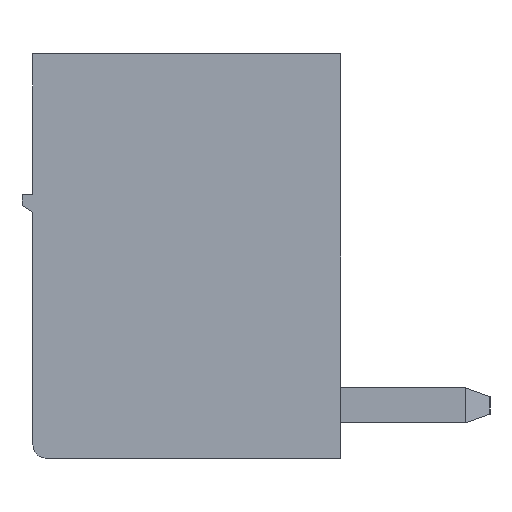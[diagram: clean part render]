
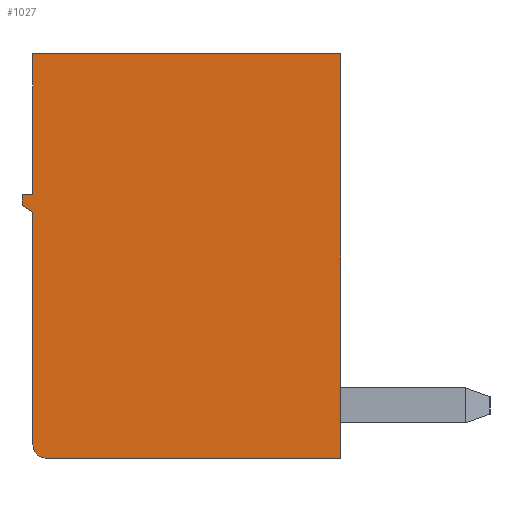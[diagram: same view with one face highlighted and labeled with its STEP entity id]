
A CAD part, left-side view. The second image highlights one B-rep face of the part: STEP entity #1027.
In plain terms, the highlighted planar face has unit normal (-1, 0, 0).
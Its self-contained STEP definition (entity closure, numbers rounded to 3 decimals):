
#1027 = ADVANCED_FACE( '', ( #2282 ), #2283, .F. );
#2282 = FACE_OUTER_BOUND( '', #3736, .T. );
#2283 = PLANE( '', #3737 );
#3736 = EDGE_LOOP( '', ( #6835, #6836, #6837, #6838, #6839, #6840, #6841, #6842, #6843 ) );
#3737 = AXIS2_PLACEMENT_3D( '', #6844, #6845, #6846 );
#6835 = ORIENTED_EDGE( '', *, *, #9924, .F. );
#6836 = ORIENTED_EDGE( '', *, *, #9589, .F. );
#6837 = ORIENTED_EDGE( '', *, *, #9377, .F. );
#6838 = ORIENTED_EDGE( '', *, *, #8977, .F. );
#6839 = ORIENTED_EDGE( '', *, *, #9919, .F. );
#6840 = ORIENTED_EDGE( '', *, *, #9925, .F. );
#6841 = ORIENTED_EDGE( '', *, *, #9294, .F. );
#6842 = ORIENTED_EDGE( '', *, *, #9926, .T. );
#6843 = ORIENTED_EDGE( '', *, *, #9864, .F. );
#6844 = CARTESIAN_POINT( '', ( -1020.527, -289.14, 0.933 ) );
#6845 = DIRECTION( '', ( 1., 0., 0. ) );
#6846 = DIRECTION( '', ( 0., 1., 0. ) );
#8977 = EDGE_CURVE( '', #10915, #10911, #10917, .T. );
#9294 = EDGE_CURVE( '', #11432, #11428, #11434, .T. );
#9377 = EDGE_CURVE( '', #10911, #11564, #11567, .T. );
#9589 = EDGE_CURVE( '', #11564, #11875, #11878, .T. );
#9864 = EDGE_CURVE( '', #12266, #12204, #12268, .T. );
#9919 = EDGE_CURVE( '', #12331, #10915, #12333, .T. );
#9924 = EDGE_CURVE( '', #11875, #12266, #12339, .T. );
#9925 = EDGE_CURVE( '', #11428, #12331, #12340, .T. );
#9926 = EDGE_CURVE( '', #11432, #12204, #12341, .T. );
#10911 = VERTEX_POINT( '', #13629 );
#10915 = VERTEX_POINT( '', #13635 );
#10917 = LINE( '', #13638, #13639 );
#11428 = VERTEX_POINT( '', #14386 );
#11432 = VERTEX_POINT( '', #14392 );
#11434 = LINE( '', #14395, #14396 );
#11564 = VERTEX_POINT( '', #14584 );
#11567 = LINE( '', #14589, #14590 );
#11875 = VERTEX_POINT( '', #15048 );
#11878 = LINE( '', #15053, #15054 );
#12204 = VERTEX_POINT( '', #15551 );
#12266 = VERTEX_POINT( '', #15653 );
#12268 = LINE( '', #15656, #15657 );
#12331 = VERTEX_POINT( '', #15753 );
#12333 = LINE( '', #15756, #15757 );
#12339 = LINE( '', #15765, #15766 );
#12340 = LINE( '', #15767, #15768 );
#12341 = CIRCLE( '', #15769, 0.3 );
#13629 = CARTESIAN_POINT( '', ( -1020.527, -289.14, -2.267 ) );
#13635 = CARTESIAN_POINT( '', ( -1020.527, -288.89, -2.267 ) );
#13638 = CARTESIAN_POINT( '', ( -1020.527, -289.14, -2.267 ) );
#13639 = VECTOR( '', #16698, 1000. );
#14386 = CARTESIAN_POINT( '', ( -1020.527, -289.14, -2.667 ) );
#14392 = CARTESIAN_POINT( '', ( -1020.527, -289.14, -7.967 ) );
#14395 = CARTESIAN_POINT( '', ( -1020.527, -289.14, -2.667 ) );
#14396 = VECTOR( '', #16971, 1000. );
#14584 = CARTESIAN_POINT( '', ( -1020.527, -289.14, 0.933 ) );
#14589 = CARTESIAN_POINT( '', ( -1020.527, -289.14, 0.933 ) );
#14590 = VECTOR( '', #17041, 1000. );
#15048 = CARTESIAN_POINT( '', ( -1020.527, -296.14, 0.933 ) );
#15053 = CARTESIAN_POINT( '', ( -1020.527, -296.14, 0.933 ) );
#15054 = VECTOR( '', #17215, 1000. );
#15551 = CARTESIAN_POINT( '', ( -1020.527, -289.44, -8.267 ) );
#15653 = CARTESIAN_POINT( '', ( -1020.527, -296.14, -8.267 ) );
#15656 = CARTESIAN_POINT( '', ( -1020.527, -289.44, -8.267 ) );
#15657 = VECTOR( '', #17461, 1000. );
#15753 = CARTESIAN_POINT( '', ( -1020.527, -288.89, -2.517 ) );
#15756 = CARTESIAN_POINT( '', ( -1020.527, -288.89, -2.267 ) );
#15757 = VECTOR( '', #17496, 1000. );
#15765 = CARTESIAN_POINT( '', ( -1020.527, -296.14, -8.267 ) );
#15766 = VECTOR( '', #17499, 1000. );
#15767 = CARTESIAN_POINT( '', ( -1020.527, -288.89, -2.517 ) );
#15768 = VECTOR( '', #17500, 1000. );
#15769 = AXIS2_PLACEMENT_3D( '', #17501, #17502, #17503 );
#16698 = DIRECTION( '', ( 0., -1., 0. ) );
#16971 = DIRECTION( '', ( 0., 0., 1. ) );
#17041 = DIRECTION( '', ( 0., 0., 1. ) );
#17215 = DIRECTION( '', ( 0., -1., 0. ) );
#17461 = DIRECTION( '', ( 0., 1., 0. ) );
#17496 = DIRECTION( '', ( 0., 0., 1. ) );
#17499 = DIRECTION( '', ( 0., 0., -1. ) );
#17500 = DIRECTION( '', ( 0., 0.857, 0.514 ) );
#17501 = CARTESIAN_POINT( '', ( -1020.527, -289.44, -7.967 ) );
#17502 = DIRECTION( '', ( -1., 0., 0. ) );
#17503 = DIRECTION( '', ( 0., 0., -1. ) );
